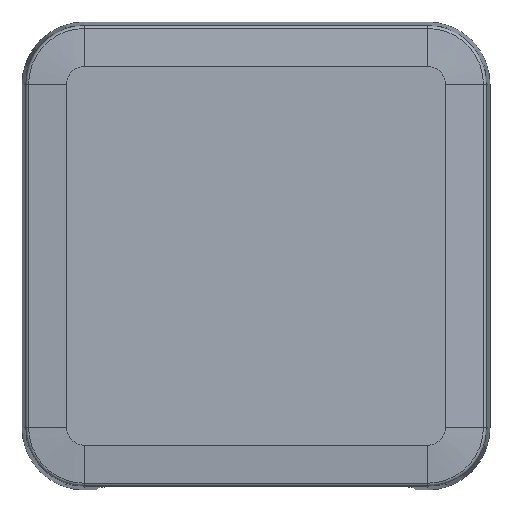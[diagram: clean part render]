
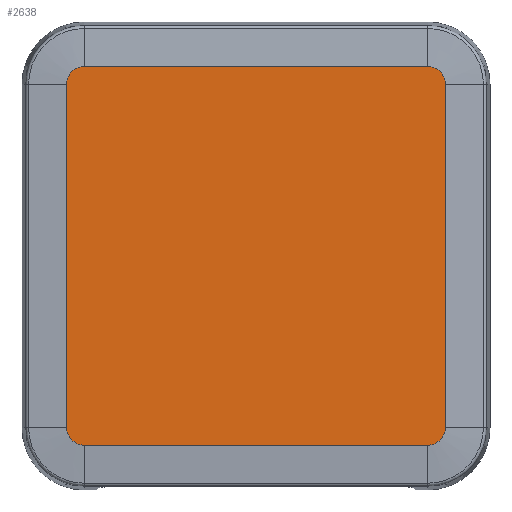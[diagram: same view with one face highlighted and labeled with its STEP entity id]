
A CAD part, top view. The second image highlights one B-rep face of the part: STEP entity #2638.
In plain terms, the highlighted planar face has unit normal (0, 0, 1).
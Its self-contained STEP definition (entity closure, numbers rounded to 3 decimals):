
#54=PLANE('',#2914);
#250=FACE_OUTER_BOUND('',#412,.T.);
#412=EDGE_LOOP('',(#2071,#2072,#2073,#2074,#2075,#2076,#2077,#2078));
#646=LINE('',#4632,#858);
#647=LINE('',#4636,#859);
#648=LINE('',#4640,#860);
#649=LINE('',#4643,#861);
#858=VECTOR('',#3486,1000.);
#859=VECTOR('',#3489,1000.);
#860=VECTOR('',#3492,1000.);
#861=VECTOR('',#3495,1000.);
#1055=CIRCLE('',#2915,5.69);
#1056=CIRCLE('',#2916,5.69);
#1057=CIRCLE('',#2917,5.69);
#1058=CIRCLE('',#2918,5.69);
#1286=VERTEX_POINT('',#4628);
#1287=VERTEX_POINT('',#4629);
#1288=VERTEX_POINT('',#4631);
#1289=VERTEX_POINT('',#4633);
#1290=VERTEX_POINT('',#4635);
#1291=VERTEX_POINT('',#4637);
#1292=VERTEX_POINT('',#4639);
#1293=VERTEX_POINT('',#4641);
#1600=EDGE_CURVE('',#1286,#1287,#1055,.T.);
#1601=EDGE_CURVE('',#1287,#1288,#646,.T.);
#1602=EDGE_CURVE('',#1288,#1289,#1056,.T.);
#1603=EDGE_CURVE('',#1289,#1290,#647,.T.);
#1604=EDGE_CURVE('',#1290,#1291,#1057,.T.);
#1605=EDGE_CURVE('',#1291,#1292,#648,.T.);
#1606=EDGE_CURVE('',#1292,#1293,#1058,.T.);
#1607=EDGE_CURVE('',#1293,#1286,#649,.T.);
#2071=ORIENTED_EDGE('',*,*,#1600,.T.);
#2072=ORIENTED_EDGE('',*,*,#1601,.T.);
#2073=ORIENTED_EDGE('',*,*,#1602,.T.);
#2074=ORIENTED_EDGE('',*,*,#1603,.T.);
#2075=ORIENTED_EDGE('',*,*,#1604,.T.);
#2076=ORIENTED_EDGE('',*,*,#1605,.T.);
#2077=ORIENTED_EDGE('',*,*,#1606,.T.);
#2078=ORIENTED_EDGE('',*,*,#1607,.T.);
#2638=ADVANCED_FACE('',(#250),#54,.F.);
#2914=AXIS2_PLACEMENT_3D('',#4627,#3482,#3483);
#2915=AXIS2_PLACEMENT_3D('',#4630,#3484,#3485);
#2916=AXIS2_PLACEMENT_3D('',#4634,#3487,#3488);
#2917=AXIS2_PLACEMENT_3D('',#4638,#3490,#3491);
#2918=AXIS2_PLACEMENT_3D('',#4642,#3493,#3494);
#3482=DIRECTION('center_axis',(0.,0.,-1.));
#3483=DIRECTION('ref_axis',(0.,1.,0.));
#3484=DIRECTION('center_axis',(0.,0.,1.));
#3485=DIRECTION('ref_axis',(0.,1.,0.));
#3486=DIRECTION('',(0.,-1.,0.));
#3487=DIRECTION('center_axis',(0.,0.,1.));
#3488=DIRECTION('ref_axis',(0.,1.,0.));
#3489=DIRECTION('',(1.,0.,0.));
#3490=DIRECTION('center_axis',(0.,0.,1.));
#3491=DIRECTION('ref_axis',(0.,1.,0.));
#3492=DIRECTION('',(0.,1.,0.));
#3493=DIRECTION('center_axis',(0.,0.,1.));
#3494=DIRECTION('ref_axis',(0.,1.,0.));
#3495=DIRECTION('',(-1.,0.,0.));
#4627=CARTESIAN_POINT('Origin',(-3.,-3.,22.4));
#4628=CARTESIAN_POINT('',(-3.,112.69,22.4));
#4629=CARTESIAN_POINT('',(-8.69,107.,22.4));
#4630=CARTESIAN_POINT('Origin',(-3.,107.,22.4));
#4631=CARTESIAN_POINT('',(-8.69,-3.,22.4));
#4632=CARTESIAN_POINT('',(-8.69,-3.,22.4));
#4633=CARTESIAN_POINT('',(-3.,-8.69,22.4));
#4634=CARTESIAN_POINT('Origin',(-3.,-3.,22.4));
#4635=CARTESIAN_POINT('',(107.,-8.69,22.4));
#4636=CARTESIAN_POINT('',(-3.,-8.69,22.4));
#4637=CARTESIAN_POINT('',(112.69,-3.,22.4));
#4638=CARTESIAN_POINT('Origin',(107.,-3.,22.4));
#4639=CARTESIAN_POINT('',(112.69,107.,22.4));
#4640=CARTESIAN_POINT('',(112.69,-3.,22.4));
#4641=CARTESIAN_POINT('',(107.,112.69,22.4));
#4642=CARTESIAN_POINT('Origin',(107.,107.,22.4));
#4643=CARTESIAN_POINT('',(-3.,112.69,22.4));
